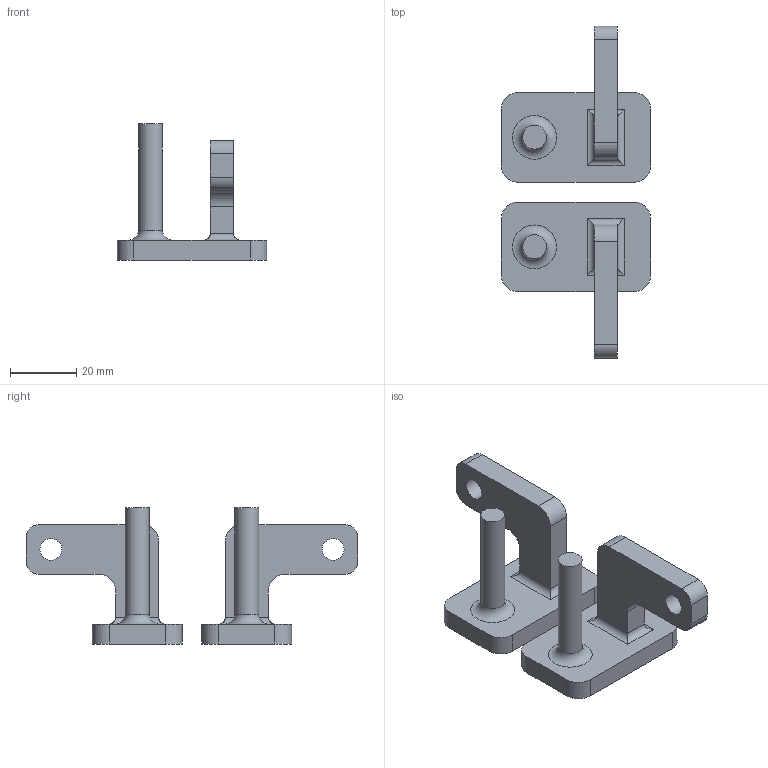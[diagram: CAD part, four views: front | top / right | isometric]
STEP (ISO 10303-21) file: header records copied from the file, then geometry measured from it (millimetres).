
FILE_DESCRIPTION(/* description */ (''),/* implementation_level */ '2;1');
FILE_NAME(/* name */ 'slider.step',/* time_stamp */ '2020-05-12T13:52:21+09:00',/* author */ (''),/* organization */ (''),/* preprocessor_version */ 'ST-DEVELOPER v18.1',/* originating_system */ 'Autodesk Translation Framework v9.3.0.1241',/* authorisation */ '');
FILE_SCHEMA (('AUTOMOTIVE_DESIGN { 1 0 10303 214 3 1 1 }'));
Length unit declared in the file: millimetre
Products named in the file (1): ピストン v3
Bounding box: 45 x 100 x 41 mm (x, y, z)
Volume: 27905.9 mm3; surface area: 12661.9 mm2
Topology: 2 solids, 2 shells, 58 faces, 140 edges, 90 vertices
Faces by surface type: cylinder 28, plane 28, torus 2
Full cylindrical faces by diameter (mm): 6.6 x2, 7.2 x2
Entity records: 1736 total; most frequent: DIRECTION 310, CARTESIAN_POINT 289, ORIENTED_EDGE 280, EDGE_CURVE 140, AXIS2_PLACEMENT_3D 111, VERTEX_POINT 90, LINE 88, VECTOR 88
